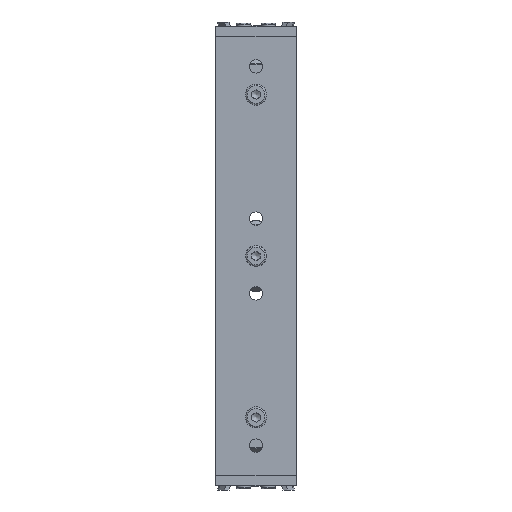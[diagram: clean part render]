
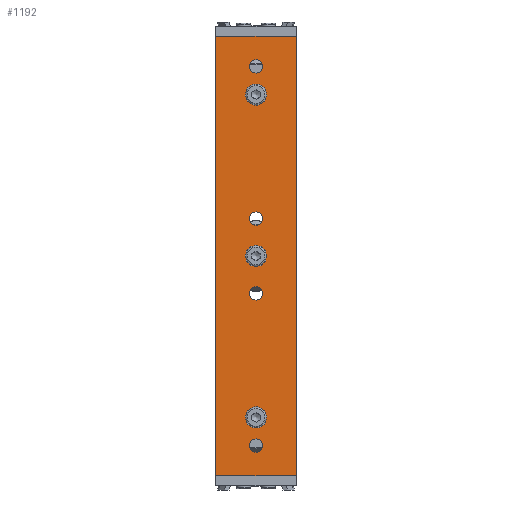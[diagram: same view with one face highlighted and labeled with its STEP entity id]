
A CAD part, left-side view. The second image highlights one B-rep face of the part: STEP entity #1192.
In plain terms, the highlighted planar face has unit normal (-1, 0, 0).
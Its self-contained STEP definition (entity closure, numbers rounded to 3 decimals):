
#230=CARTESIAN_POINT('',(0.0,20.0,194.25));
#231=VERTEX_POINT('',#230);
#232=CARTESIAN_POINT('',(0.0,20.0,189.0));
#233=DIRECTION('',(1.0,0.0,0.0));
#234=DIRECTION('',(0.0,0.0,1.0));
#235=AXIS2_PLACEMENT_3D('',#232,#233,#234);
#236=CIRCLE('',#235,5.25);
#237=EDGE_CURVE('',#231,#231,#236,.T.);
#401=CARTESIAN_POINT('',(0.0,20.0,34.25));
#402=VERTEX_POINT('',#401);
#403=CARTESIAN_POINT('',(0.0,20.0,29.));
#404=DIRECTION('',(1.0,0.0,0.0));
#405=DIRECTION('',(0.0,0.0,1.0));
#406=AXIS2_PLACEMENT_3D('',#403,#404,#405);
#407=CIRCLE('',#406,5.25);
#408=EDGE_CURVE('',#402,#402,#407,.T.);
#791=CARTESIAN_POINT('',(0.0,20.0,130.824));
#792=VERTEX_POINT('',#791);
#793=CARTESIAN_POINT('',(0.0,20.0,127.5));
#794=DIRECTION('',(1.0,0.0,0.0));
#795=DIRECTION('',(0.0,0.0,1.0));
#796=AXIS2_PLACEMENT_3D('',#793,#794,#795);
#797=CIRCLE('',#796,3.324);
#798=EDGE_CURVE('',#792,#792,#797,.T.);
#840=CARTESIAN_POINT('',(0.0,20.0,206.324));
#841=VERTEX_POINT('',#840);
#842=CARTESIAN_POINT('',(0.0,20.0,203.0));
#843=DIRECTION('',(1.0,0.0,0.0));
#844=DIRECTION('',(0.0,0.0,1.0));
#845=AXIS2_PLACEMENT_3D('',#842,#843,#844);
#846=CIRCLE('',#845,3.324);
#847=EDGE_CURVE('',#841,#841,#846,.T.);
#889=CARTESIAN_POINT('',(0.0,20.0,93.823));
#890=VERTEX_POINT('',#889);
#891=CARTESIAN_POINT('',(0.0,20.0,90.5));
#892=DIRECTION('',(1.0,0.0,0.0));
#893=DIRECTION('',(0.0,0.0,1.0));
#894=AXIS2_PLACEMENT_3D('',#891,#892,#893);
#895=CIRCLE('',#894,3.324);
#896=EDGE_CURVE('',#890,#890,#895,.T.);
#938=CARTESIAN_POINT('',(0.0,20.0,18.323));
#939=VERTEX_POINT('',#938);
#940=CARTESIAN_POINT('',(0.0,20.0,15.0));
#941=DIRECTION('',(1.0,0.0,0.0));
#942=DIRECTION('',(0.0,0.0,1.0));
#943=AXIS2_PLACEMENT_3D('',#940,#941,#942);
#944=CIRCLE('',#943,3.324);
#945=EDGE_CURVE('',#939,#939,#944,.T.);
#1084=CARTESIAN_POINT('',(0.0,20.0,114.25));
#1085=VERTEX_POINT('',#1084);
#1086=CARTESIAN_POINT('',(0.0,20.0,109.0));
#1087=DIRECTION('',(1.0,0.0,0.0));
#1088=DIRECTION('',(0.0,0.0,1.0));
#1089=AXIS2_PLACEMENT_3D('',#1086,#1087,#1088);
#1090=CIRCLE('',#1089,5.25);
#1091=EDGE_CURVE('',#1085,#1085,#1090,.T.);
#1132=CARTESIAN_POINT('',(0.0,0.0,0.0));
#1133=DIRECTION('',(-1.0,0.0,0.0));
#1134=DIRECTION('',(0.0,0.0,1.0));
#1135=AXIS2_PLACEMENT_3D('',#1132,#1133,#1134);
#1136=PLANE('',#1135);
#1137=CARTESIAN_POINT('',(0.0,0.0,218.0));
#1138=VERTEX_POINT('',#1137);
#1139=CARTESIAN_POINT('',(0.0,40.0,218.0));
#1140=VERTEX_POINT('',#1139);
#1141=CARTESIAN_POINT('',(0.0,0.0,218.0));
#1142=DIRECTION('',(0.0,1.0,0.0));
#1143=VECTOR('',#1142,40.0);
#1144=LINE('',#1141,#1143);
#1145=EDGE_CURVE('',#1138,#1140,#1144,.T.);
#1146=ORIENTED_EDGE('',*,*,#1145,.T.);
#1147=CARTESIAN_POINT('',(0.0,40.0,0.0));
#1148=VERTEX_POINT('',#1147);
#1149=CARTESIAN_POINT('',(0.0,40.0,0.0));
#1150=DIRECTION('',(0.0,0.0,1.0));
#1151=VECTOR('',#1150,218.0);
#1152=LINE('',#1149,#1151);
#1153=EDGE_CURVE('',#1148,#1140,#1152,.T.);
#1154=ORIENTED_EDGE('',*,*,#1153,.F.);
#1155=CARTESIAN_POINT('',(0.0,0.0,0.0));
#1156=VERTEX_POINT('',#1155);
#1157=CARTESIAN_POINT('',(0.0,40.0,0.0));
#1158=DIRECTION('',(0.0,-1.0,0.0));
#1159=VECTOR('',#1158,40.0);
#1160=LINE('',#1157,#1159);
#1161=EDGE_CURVE('',#1148,#1156,#1160,.T.);
#1162=ORIENTED_EDGE('',*,*,#1161,.T.);
#1163=CARTESIAN_POINT('',(0.0,0.0,0.0));
#1164=DIRECTION('',(0.0,0.0,1.0));
#1165=VECTOR('',#1164,218.0);
#1166=LINE('',#1163,#1165);
#1167=EDGE_CURVE('',#1156,#1138,#1166,.T.);
#1168=ORIENTED_EDGE('',*,*,#1167,.T.);
#1169=EDGE_LOOP('',(#1146,#1154,#1162,#1168));
#1170=FACE_OUTER_BOUND('',#1169,.T.);
#1171=ORIENTED_EDGE('',*,*,#237,.T.);
#1172=EDGE_LOOP('',(#1171));
#1173=FACE_BOUND('',#1172,.T.);
#1174=ORIENTED_EDGE('',*,*,#408,.T.);
#1175=EDGE_LOOP('',(#1174));
#1176=FACE_BOUND('',#1175,.T.);
#1177=ORIENTED_EDGE('',*,*,#798,.T.);
#1178=EDGE_LOOP('',(#1177));
#1179=FACE_BOUND('',#1178,.T.);
#1180=ORIENTED_EDGE('',*,*,#847,.T.);
#1181=EDGE_LOOP('',(#1180));
#1182=FACE_BOUND('',#1181,.T.);
#1183=ORIENTED_EDGE('',*,*,#896,.T.);
#1184=EDGE_LOOP('',(#1183));
#1185=FACE_BOUND('',#1184,.T.);
#1186=ORIENTED_EDGE('',*,*,#945,.T.);
#1187=EDGE_LOOP('',(#1186));
#1188=FACE_BOUND('',#1187,.T.);
#1189=ORIENTED_EDGE('',*,*,#1091,.T.);
#1190=EDGE_LOOP('',(#1189));
#1191=FACE_BOUND('',#1190,.T.);
#1192=ADVANCED_FACE('',(#1170,#1173,#1176,#1179,#1182,#1185,#1188,#1191),#1136,.T.);
